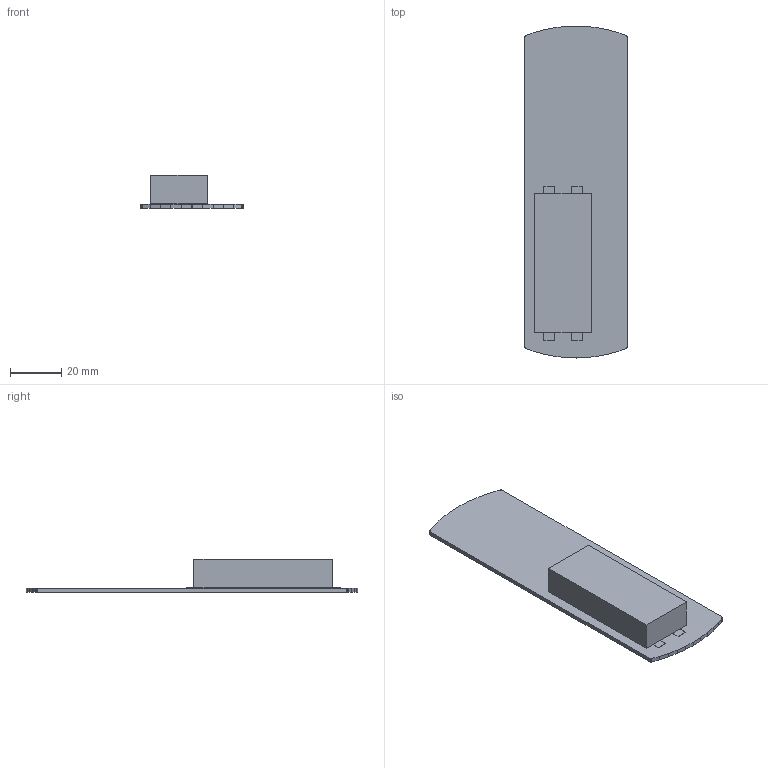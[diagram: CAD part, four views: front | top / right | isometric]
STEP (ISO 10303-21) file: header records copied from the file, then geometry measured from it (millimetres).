
FILE_DESCRIPTION(('KiCad electronic assembly'),'2;1');
FILE_NAME('mainboard.step','2022-05-20T10:19:55',('Pcbnew'),('Kicad'), 'Open CASCADE STEP processor 7.6','KiCad to STEP converter','Unknown' );
FILE_SCHEMA(('AUTOMOTIVE_DESIGN { 1 0 10303 214 1 1 1 1 }'));
Length unit declared in the file: millimetre
Products named in the file (4): mainboard 1; 1022; COMPOUND; mainboard PCB
Assembly tree (3 placements, depth 3):
  mainboard 1
    1022
      COMPOUND
    mainboard PCB
Bounding box: 40 x 130 x 12.98 mm (x, y, z)
Volume: 21672.8 mm3; surface area: 15044.7 mm2
Topology: 7 solids, 7 shells, 154 faces, 420 edges, 280 vertices
Faces by surface type: plane 120, bspline 33, cylinder 1
Full cylindrical faces by diameter (mm): 1.98 x1
Entity records: 10169 total; most frequent: CARTESIAN_POINT 2028, DIRECTION 1323, LINE 1067, VECTOR 1067, ORIENTED_EDGE 840, PCURVE 840, DEFINITIONAL_REPRESENTATION 840, EDGE_CURVE 420
